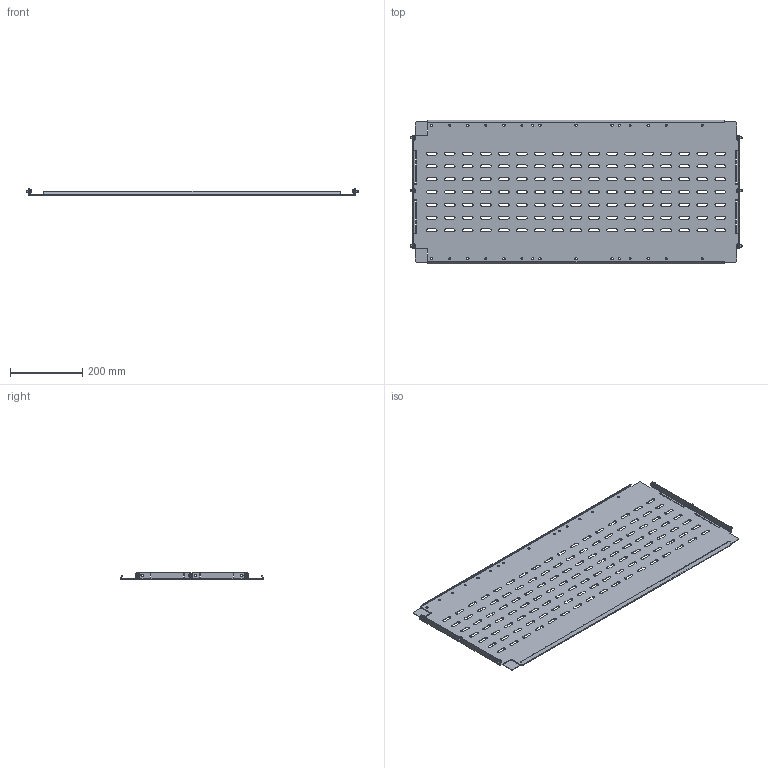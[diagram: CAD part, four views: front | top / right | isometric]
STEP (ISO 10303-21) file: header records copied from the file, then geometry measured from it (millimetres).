
FILE_DESCRIPTION (( 'STEP AP203' ), '1' );
FILE_NAME ('FO-00-SWV-040-100 FORMAT Ïåðåãîðîäêà ñåêöèîíèðîâàíèÿ âåðòèêàëüíàÿ 400õ1000 IEK.STEP', '2025-01-20T08:55:30', ( '' ), ( '' ), 'SwSTEP 2.0', 'SolidWorks 2022', '' );
FILE_SCHEMA (( 'CONFIG_CONTROL_DESIGN' ));
Length unit declared in the file: millimetre
Products named in the file (1): FO-00-SWV-040-100 FORMAT Перегородка секционирования вертикальная 400х1000 IEK
Bounding box: 920.9 x 398.93 x 17.5 mm (x, y, z)
Volume: 541145.9 mm3; surface area: 737864.4 mm2
Topology: 1 solids, 1 shells, 930 faces, 2712 edges, 1792 vertices
Faces by surface type: plane 446, cylinder 436, cone 24, torus 24
Entity records: 31769 total; most frequent: DIRECTION 5518, CARTESIAN_POINT 5435, ORIENTED_EDGE 5424, EDGE_CURVE 2712, AXIS2_PLACEMENT_3D 1875, VERTEX_POINT 1792, LINE 1768, VECTOR 1768
